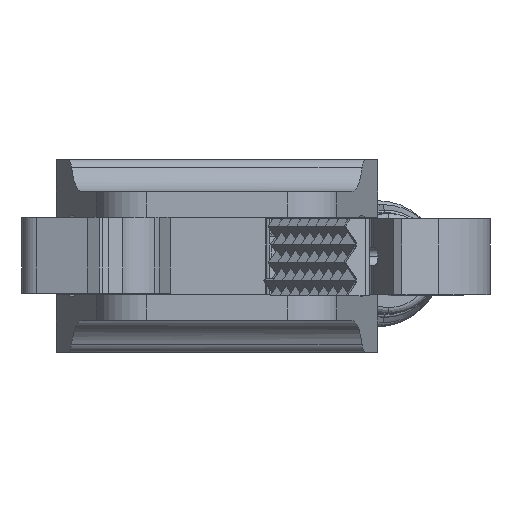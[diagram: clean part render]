
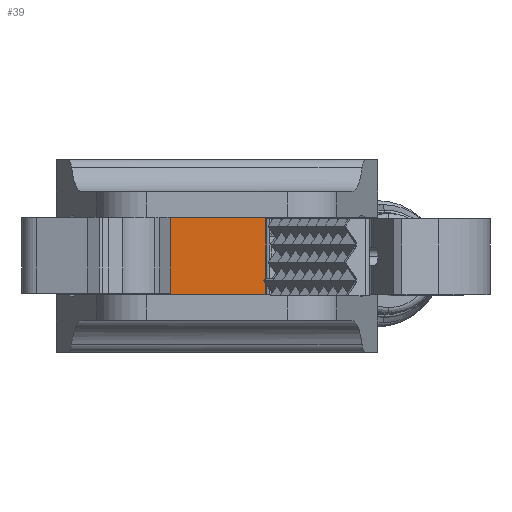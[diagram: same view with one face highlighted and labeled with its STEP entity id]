
A CAD part, front view. The second image highlights one B-rep face of the part: STEP entity #39.
In plain terms, the highlighted face is planar.
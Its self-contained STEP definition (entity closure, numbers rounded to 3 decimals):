
#39 = ADVANCED_FACE ( 'NONE', ( #10726 ), #4418, .T. ) ;
#536 = DIRECTION ( 'NONE',  ( 0., 1., 0. ) ) ;
#2109 = AXIS2_PLACEMENT_3D ( 'NONE', #4572, #4412, #4397 ) ;
#2662 = LINE ( 'NONE', #14495, #8508 ) ;
#3204 = LINE ( 'NONE', #9326, #12429 ) ;
#3290 = VECTOR ( 'NONE', #13986, 1000. ) ;
#3521 = CARTESIAN_POINT ( 'NONE',  ( -22., -5.95, -3. ) ) ;
#3707 = VERTEX_POINT ( 'NONE', #13707 ) ;
#3864 = ORIENTED_EDGE ( 'NONE', *, *, #11872, .T. ) ;
#4397 = DIRECTION ( 'NONE',  ( 0., 0., 1. ) ) ;
#4412 = DIRECTION ( 'NONE',  ( -1., 0., 0. ) ) ;
#4418 = PLANE ( 'NONE',  #2109 ) ;
#4572 = CARTESIAN_POINT ( 'NONE',  ( -22., 0., 0. ) ) ;
#5505 = EDGE_CURVE ( 'NONE', #7546, #12917, #3204, .T. ) ;
#6018 = CARTESIAN_POINT ( 'NONE',  ( -22., -5.95, 0. ) ) ;
#6813 = LINE ( 'NONE', #6018, #3290 ) ;
#7269 = CARTESIAN_POINT ( 'NONE',  ( -22., 5.95, 0. ) ) ;
#7546 = VERTEX_POINT ( 'NONE', #10966 ) ;
#8161 = VECTOR ( 'NONE', #8385, 1000. ) ;
#8334 = EDGE_LOOP ( 'NONE', ( #3864, #10523, #14277, #11291 ) ) ;
#8385 = DIRECTION ( 'NONE',  ( 0., 0., 1. ) ) ;
#8508 = VECTOR ( 'NONE', #536, 1000. ) ;
#9326 = CARTESIAN_POINT ( 'NONE',  ( -22., -9.2, -3. ) ) ;
#10467 = DIRECTION ( 'NONE',  ( 0., -1., 0. ) ) ;
#10523 = ORIENTED_EDGE ( 'NONE', *, *, #11215, .F. ) ;
#10726 = FACE_OUTER_BOUND ( 'NONE', #8334, .T. ) ;
#10966 = CARTESIAN_POINT ( 'NONE',  ( -22., 5.95, -3. ) ) ;
#11215 = EDGE_CURVE ( 'NONE', #7546, #13947, #14214, .T. ) ;
#11291 = ORIENTED_EDGE ( 'NONE', *, *, #14537, .F. ) ;
#11872 = EDGE_CURVE ( 'NONE', #3707, #13947, #2662, .T. ) ;
#12429 = VECTOR ( 'NONE', #10467, 1000. ) ;
#12917 = VERTEX_POINT ( 'NONE', #3521 ) ;
#13707 = CARTESIAN_POINT ( 'NONE',  ( -22., -5.95, 3. ) ) ;
#13947 = VERTEX_POINT ( 'NONE', #14756 ) ;
#13986 = DIRECTION ( 'NONE',  ( 0., 0., -1. ) ) ;
#14214 = LINE ( 'NONE', #7269, #8161 ) ;
#14277 = ORIENTED_EDGE ( 'NONE', *, *, #5505, .T. ) ;
#14495 = CARTESIAN_POINT ( 'NONE',  ( -22., -9.2, 3. ) ) ;
#14537 = EDGE_CURVE ( 'NONE', #3707, #12917, #6813, .T. ) ;
#14756 = CARTESIAN_POINT ( 'NONE',  ( -22., 5.95, 3. ) ) ;
